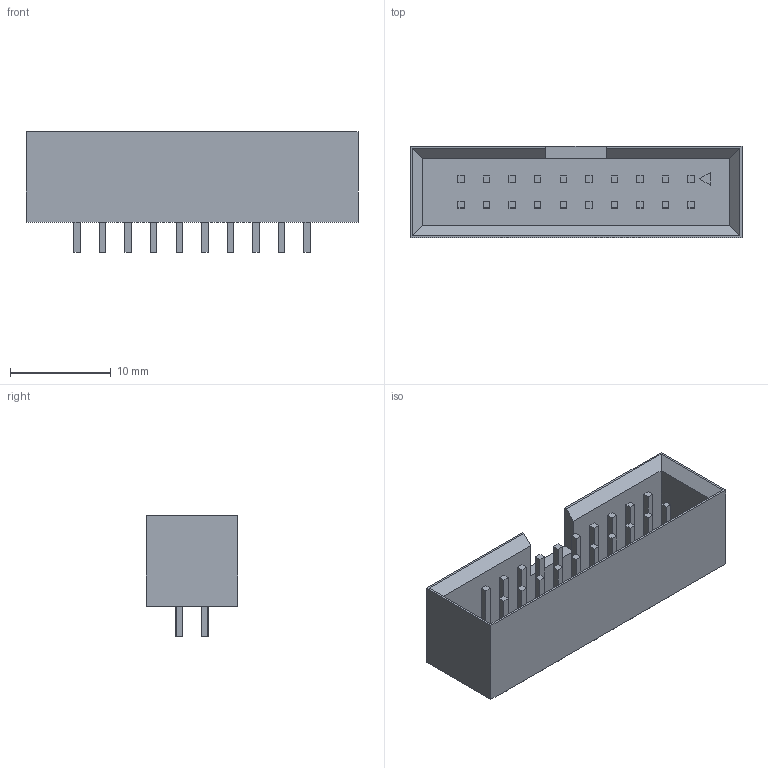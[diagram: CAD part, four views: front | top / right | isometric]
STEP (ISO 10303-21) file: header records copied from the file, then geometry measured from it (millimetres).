
FILE_DESCRIPTION (( 'STEP AP214' ), '1' );
FILE_NAME ('1402E68D-A75D-4B91-8DBA-8144136F2CEC.STEP', '2024-06-11T08:56:48', ( '' ), ( '' ), 'SwSTEP 2.0', 'SolidWorks 2022', '' );
FILE_SCHEMA (( 'AUTOMOTIVE_DESIGN' ));
Length unit declared in the file: millimetre
Products named in the file (1): 1402E68D-A75D-4B91-8DBA-8144136F2CEC
Bounding box: 33 x 9.1 x 12 mm (x, y, z)
Volume: 1116.3 mm3; surface area: 2365.7 mm2
Topology: 1 solids, 1 shells, 223 faces, 536 edges, 356 vertices
Faces by surface type: plane 223
Entity records: 8495 total; most frequent: CARTESIAN_POINT 1116, ORIENTED_EDGE 1072, DIRECTION 984, LINE 536, VECTOR 536, EDGE_CURVE 536, VERTEX_POINT 356, EDGE_LOOP 264
